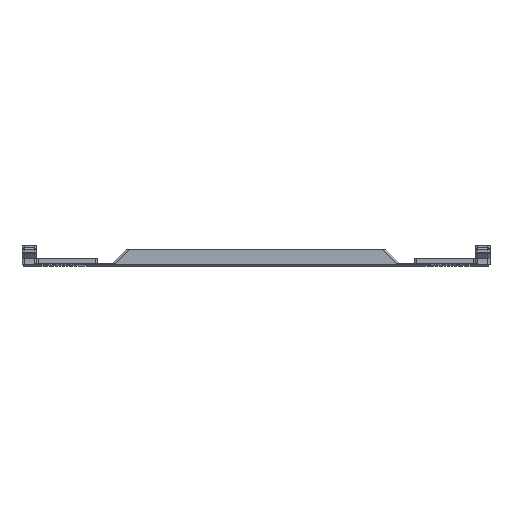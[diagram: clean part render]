
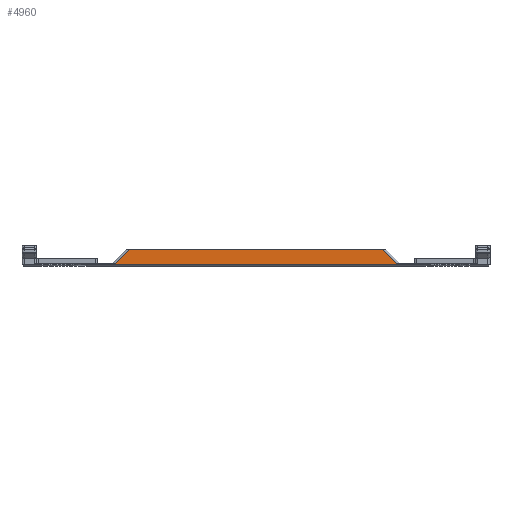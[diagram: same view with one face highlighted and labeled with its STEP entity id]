
A CAD part, front view. The second image highlights one B-rep face of the part: STEP entity #4960.
In plain terms, the highlighted planar face has unit normal (0, -1, 0).
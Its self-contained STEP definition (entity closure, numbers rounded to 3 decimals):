
#216 = LINE ( 'NONE', #2780, #5687 ) ;
#361 = ORIENTED_EDGE ( 'NONE', *, *, #3956, .T. ) ;
#426 = EDGE_CURVE ( 'NONE', #8146, #6005, #3625, .T. ) ;
#429 = VERTEX_POINT ( 'NONE', #6786 ) ;
#453 = DIRECTION ( 'NONE',  ( 0., 0., 1. ) ) ;
#466 = EDGE_CURVE ( 'NONE', #3001, #429, #3687, .T. ) ;
#801 = ORIENTED_EDGE ( 'NONE', *, *, #426, .T. ) ;
#826 = CARTESIAN_POINT ( 'NONE',  ( 46.632, -36.5, 0.8 ) ) ;
#884 = DIRECTION ( 'NONE',  ( 1., 0., 0. ) ) ;
#929 = CARTESIAN_POINT ( 'NONE',  ( 46.632, -36.5, 0.8 ) ) ;
#1049 = CARTESIAN_POINT ( 'NONE',  ( -46.632, -36.5, 0.4 ) ) ;
#1068 = CARTESIAN_POINT ( 'NONE',  ( -19.576, -36.5, 20.376 ) ) ;
#1268 = EDGE_CURVE ( 'NONE', #6496, #8146, #7320, .T. ) ;
#1328 = ORIENTED_EDGE ( 'NONE', *, *, #3282, .F. ) ;
#1411 = DIRECTION ( 'NONE',  ( 1., 0., 0. ) ) ;
#1490 = ORIENTED_EDGE ( 'NONE', *, *, #466, .F. ) ;
#1590 = EDGE_CURVE ( 'NONE', #2497, #3957, #4489, .T. ) ;
#1634 = DIRECTION ( 'NONE',  ( 0., 0., 1. ) ) ;
#1709 = DIRECTION ( 'NONE',  ( -0.707, 0., 0.707 ) ) ;
#1781 = VECTOR ( 'NONE', #5249, 1000. ) ;
#2476 = AXIS2_PLACEMENT_3D ( 'NONE', #4611, #7182, #1411 ) ;
#2497 = VERTEX_POINT ( 'NONE', #4919 ) ;
#2564 = VECTOR ( 'NONE', #1634, 1000. ) ;
#2605 = ORIENTED_EDGE ( 'NONE', *, *, #2736, .F. ) ;
#2736 = EDGE_CURVE ( 'NONE', #6920, #2497, #7514, .T. ) ;
#2780 = CARTESIAN_POINT ( 'NONE',  ( 46.632, -36.5, 0.4 ) ) ;
#2929 = CARTESIAN_POINT ( 'NONE',  ( 39.151, -36.5, 0.8 ) ) ;
#3001 = VERTEX_POINT ( 'NONE', #1049 ) ;
#3003 = CARTESIAN_POINT ( 'NONE',  ( 0., -36.5, 0.8 ) ) ;
#3026 = CARTESIAN_POINT ( 'NONE',  ( 46.632, -36.5, 0.4 ) ) ;
#3053 = CARTESIAN_POINT ( 'NONE',  ( -46.632, -36.5, 0.8 ) ) ;
#3247 = VECTOR ( 'NONE', #5297, 1000. ) ;
#3271 = CARTESIAN_POINT ( 'NONE',  ( 0., -36.5, 0.8 ) ) ;
#3282 = EDGE_CURVE ( 'NONE', #429, #6920, #6592, .T. ) ;
#3305 = FACE_OUTER_BOUND ( 'NONE', #6011, .T. ) ;
#3625 = LINE ( 'NONE', #3003, #4574 ) ;
#3687 = LINE ( 'NONE', #3053, #7263 ) ;
#3856 = CARTESIAN_POINT ( 'NONE',  ( -39.151, -36.5, 0.8 ) ) ;
#3956 = EDGE_CURVE ( 'NONE', #6005, #3957, #4228, .T. ) ;
#3957 = VERTEX_POINT ( 'NONE', #5649 ) ;
#4208 = VECTOR ( 'NONE', #4864, 1000. ) ;
#4228 = LINE ( 'NONE', #5034, #7830 ) ;
#4324 = EDGE_CURVE ( 'NONE', #3001, #6496, #216, .T. ) ;
#4489 = LINE ( 'NONE', #6507, #1781 ) ;
#4574 = VECTOR ( 'NONE', #8044, 1000. ) ;
#4611 = CARTESIAN_POINT ( 'NONE',  ( 0., -36.5, 0.8 ) ) ;
#4864 = DIRECTION ( 'NONE',  ( 0.707, 0., 0.707 ) ) ;
#4919 = CARTESIAN_POINT ( 'NONE',  ( -35.151, -36.5, 4.8 ) ) ;
#4960 = ADVANCED_FACE ( 'NONE', ( #3305 ), #5861, .T. ) ;
#5034 = CARTESIAN_POINT ( 'NONE',  ( 19.576, -36.5, 20.376 ) ) ;
#5249 = DIRECTION ( 'NONE',  ( 1., 0., 0. ) ) ;
#5297 = DIRECTION ( 'NONE',  ( 1., 0., 0. ) ) ;
#5649 = CARTESIAN_POINT ( 'NONE',  ( 35.151, -36.5, 4.8 ) ) ;
#5687 = VECTOR ( 'NONE', #884, 1000. ) ;
#5861 = PLANE ( 'NONE',  #2476 ) ;
#6005 = VERTEX_POINT ( 'NONE', #2929 ) ;
#6011 = EDGE_LOOP ( 'NONE', ( #1490, #7668, #6418, #801, #361, #7497, #2605, #1328 ) ) ;
#6418 = ORIENTED_EDGE ( 'NONE', *, *, #1268, .T. ) ;
#6496 = VERTEX_POINT ( 'NONE', #3026 ) ;
#6507 = CARTESIAN_POINT ( 'NONE',  ( 0., -36.5, 4.8 ) ) ;
#6592 = LINE ( 'NONE', #3271, #3247 ) ;
#6786 = CARTESIAN_POINT ( 'NONE',  ( -46.632, -36.5, 0.8 ) ) ;
#6920 = VERTEX_POINT ( 'NONE', #3856 ) ;
#7182 = DIRECTION ( 'NONE',  ( 0., -1., 0. ) ) ;
#7263 = VECTOR ( 'NONE', #453, 1000. ) ;
#7320 = LINE ( 'NONE', #826, #2564 ) ;
#7497 = ORIENTED_EDGE ( 'NONE', *, *, #1590, .F. ) ;
#7514 = LINE ( 'NONE', #1068, #4208 ) ;
#7668 = ORIENTED_EDGE ( 'NONE', *, *, #4324, .T. ) ;
#7830 = VECTOR ( 'NONE', #1709, 1000. ) ;
#8044 = DIRECTION ( 'NONE',  ( -1., 0., 0. ) ) ;
#8146 = VERTEX_POINT ( 'NONE', #929 ) ;
